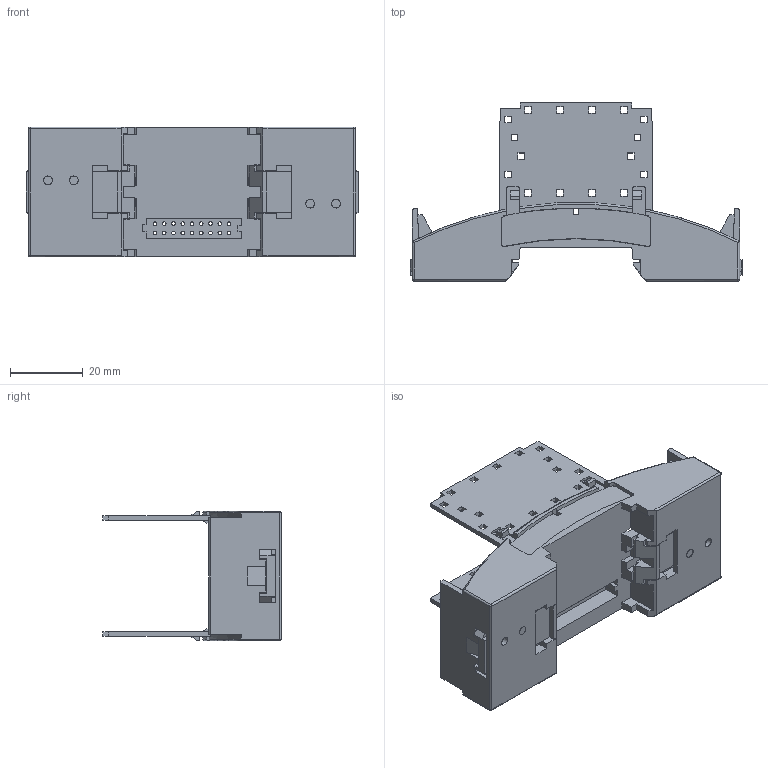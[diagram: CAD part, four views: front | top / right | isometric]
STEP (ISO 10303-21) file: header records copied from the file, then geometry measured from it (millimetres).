
FILE_DESCRIPTION(/* description */ (''),/* implementation_level */ '2;1');
FILE_NAME(/* name */ 'pxc_2896254_03_BC-35-6-UT-HBUS-BK_3D v1.step',/* time_stamp */ '2022-02-09T17:31:54+01:00',/* author */ (''),/* organization */ (''),/* preprocessor_version */ 'ST-DEVELOPER v18.1',/* originating_system */ 'Autodesk Translation Framework v10.10.0.1391',/* authorisation */ '');
FILE_SCHEMA (('AUTOMOTIVE_DESIGN { 1 0 10303 214 3 1 1 }'));
Length unit declared in the file: millimetre
Products named in the file (3): pxc_2896254_03_BC-35-6-UT-HBUS-BK_3D; BC_35.6_GEH-UT_HBUS_H; Fussriegel_14.4_L30_Sperr_H
Assembly tree (3 placements, depth 2):
  pxc_2896254_03_BC-35-6-UT-HBUS-BK_3D
    BC_35.6_GEH-UT_HBUS_H
    Fussriegel_14.4_L30_Sperr_H  x2
Bounding box: 91 x 48.9 x 35.6 mm (x, y, z)
Volume: 18785.3 mm3; surface area: 25258.6 mm2
Topology: 3 solids, 3 shells, 595 faces, 1774 edges, 1162 vertices
Faces by surface type: plane 505, cylinder 62, cone 18, torus 6, sphere 4
Full cylindrical faces by diameter (mm): 1 x18, 2.4 x6
Entity records: 19102 total; most frequent: CARTESIAN_POINT 3580, ORIENTED_EDGE 3328, DIRECTION 2960, EDGE_CURVE 1664, LINE 1480, VECTOR 1480, VERTEX_POINT 1092, AXIS2_PLACEMENT_3D 740
